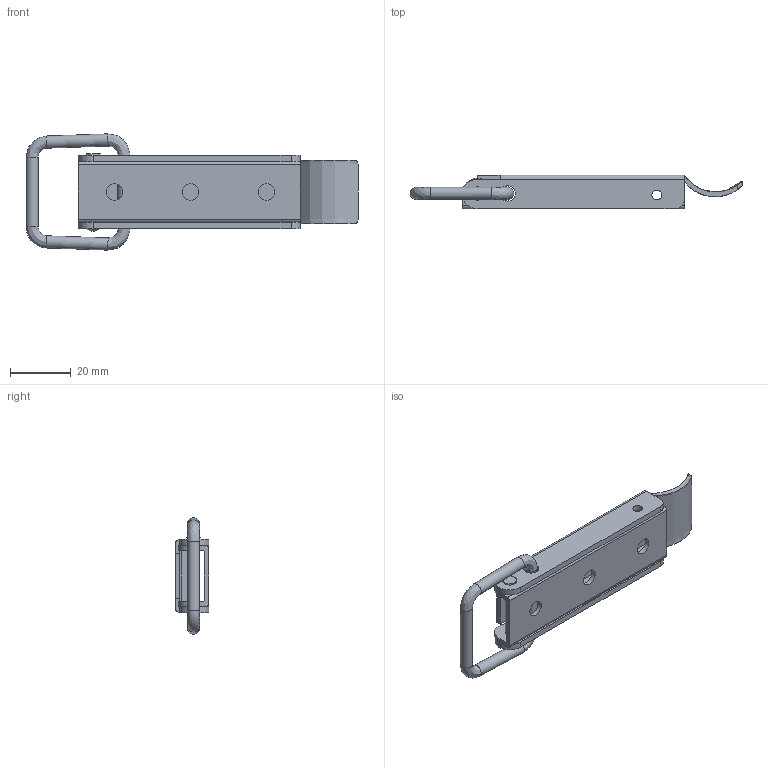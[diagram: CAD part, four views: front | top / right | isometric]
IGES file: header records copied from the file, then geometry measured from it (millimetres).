
Start section: Data from Parasolid IGES Translator 20.0.26, Copyright(c) 2006 Siemens P LM Software. All Rights Reserved.
Global section: file name: K0045.1541091.igs; native system: By Siemens PLM Incorporated; preprocessor: XPlus GENERIC/IGES 20.0.26; author: Noname; organization: Noname; date: 20190529.151322; units: millimetre
Bounding box: 109.09 x 11 x 38.19 mm (x, y, z)
Surface area: 13885.2 mm2 (no closed solid volume)
Topology: 0 solids, 0 shells, 96 faces, 511 edges, 487 vertices
Faces by surface type: revolution 54, extrusion 42
